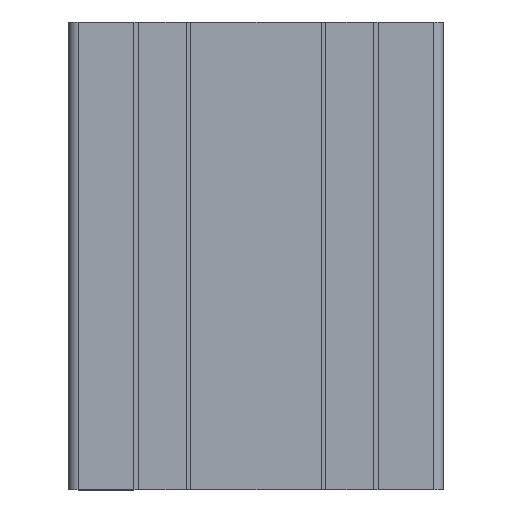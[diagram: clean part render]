
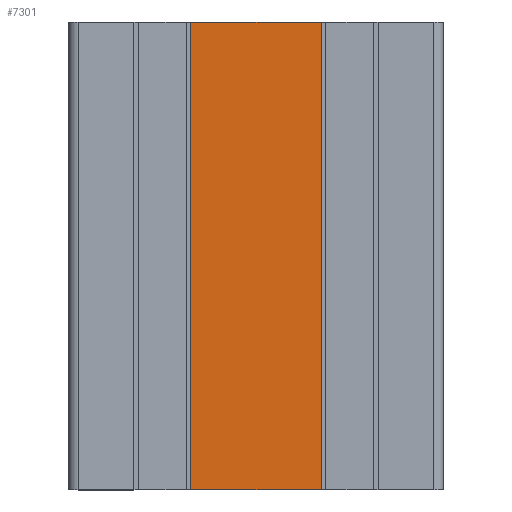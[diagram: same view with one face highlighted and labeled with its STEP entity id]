
A CAD part, top view. The second image highlights one B-rep face of the part: STEP entity #7301.
In plain terms, the highlighted planar face has unit normal (0, 0, 1).
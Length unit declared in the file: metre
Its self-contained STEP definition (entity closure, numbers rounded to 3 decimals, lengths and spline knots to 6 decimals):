
#561=FACE_OUTER_BOUND('',#919,.T.);
#919=EDGE_LOOP('',(#5763,#5764,#5765,#5766));
#1749=LINE('',#11609,#2657);
#1750=LINE('',#11612,#2658);
#1751=LINE('',#11614,#2659);
#1752=LINE('',#11615,#2660);
#2657=VECTOR('',#9496,0.1);
#2658=VECTOR('',#9499,0.0278);
#2659=VECTOR('',#9500,0.0278);
#2660=VECTOR('',#9501,0.1);
#3399=VERTEX_POINT('',#11605);
#3400=VERTEX_POINT('',#11607);
#3401=VERTEX_POINT('',#11611);
#3402=VERTEX_POINT('',#11613);
#4403=EDGE_CURVE('',#3400,#3399,#1749,.T.);
#4404=EDGE_CURVE('',#3401,#3399,#1750,.T.);
#4405=EDGE_CURVE('',#3402,#3400,#1751,.T.);
#4406=EDGE_CURVE('',#3402,#3401,#1752,.T.);
#5763=ORIENTED_EDGE('',*,*,#4404,.T.);
#5764=ORIENTED_EDGE('',*,*,#4403,.F.);
#5765=ORIENTED_EDGE('',*,*,#4405,.F.);
#5766=ORIENTED_EDGE('',*,*,#4406,.T.);
#6960=PLANE('',#7808);
#7301=ADVANCED_FACE('',(#561),#6960,.F.);
#7808=AXIS2_PLACEMENT_3D('',#11610,#9497,#9498);
#9496=DIRECTION('',(0.,1.,0.));
#9497=DIRECTION('center_axis',(0.,0.,-1.));
#9498=DIRECTION('ref_axis',(-1.,0.,0.));
#9499=DIRECTION('',(-1.,0.,0.));
#9500=DIRECTION('',(-1.,0.,0.));
#9501=DIRECTION('',(0.,1.,0.));
#11605=CARTESIAN_POINT('',(0.107576,0.023269,0.08));
#11607=CARTESIAN_POINT('',(0.107576,-0.076731,0.08));
#11609=CARTESIAN_POINT('',(0.107576,-0.076731,0.08));
#11610=CARTESIAN_POINT('Origin',(0.107576,-0.976731,0.08));
#11611=CARTESIAN_POINT('',(0.135376,0.023269,0.08));
#11612=CARTESIAN_POINT('',(0.135376,0.023269,0.08));
#11613=CARTESIAN_POINT('',(0.135376,-0.076731,0.08));
#11614=CARTESIAN_POINT('',(0.135376,-0.076731,0.08));
#11615=CARTESIAN_POINT('',(0.135376,-0.076731,0.08));
